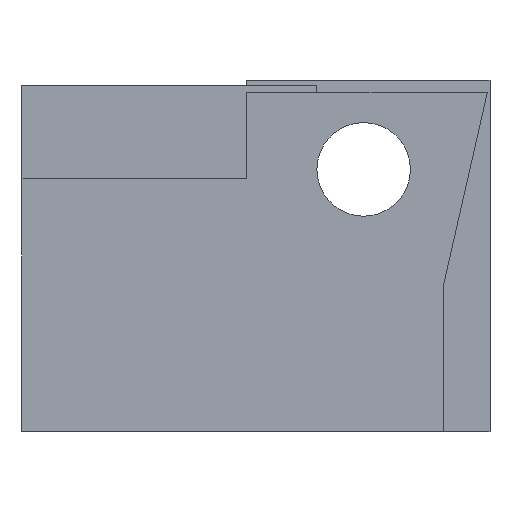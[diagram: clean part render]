
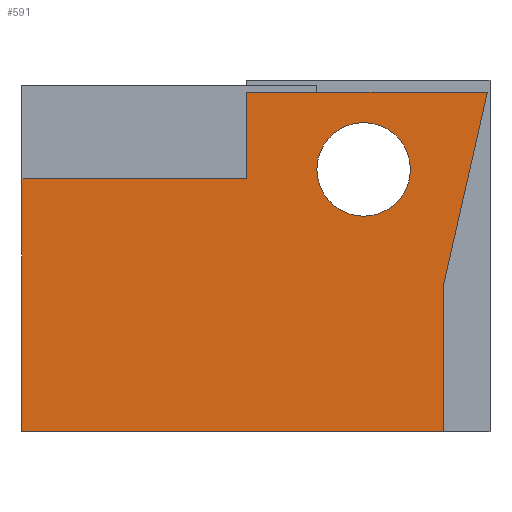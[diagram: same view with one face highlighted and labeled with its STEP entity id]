
A CAD part, front view. The second image highlights one B-rep face of the part: STEP entity #591.
In plain terms, the highlighted planar face has unit normal (0, -1, 0).
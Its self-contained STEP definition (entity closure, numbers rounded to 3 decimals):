
#138 = VERTEX_POINT('',#139);
#139 = CARTESIAN_POINT('',(18.,1.87,0.4));
#145 = EDGE_CURVE('',#138,#146,#148,.T.);
#146 = VERTEX_POINT('',#147);
#147 = CARTESIAN_POINT('',(18.,1.87,3.5));
#148 = LINE('',#149,#150);
#149 = CARTESIAN_POINT('',(18.,1.87,5.8));
#150 = VECTOR('',#151,1.);
#151 = DIRECTION('',(0.,0.,1.));
#396 = EDGE_CURVE('',#138,#397,#399,.T.);
#397 = VERTEX_POINT('',#398);
#398 = CARTESIAN_POINT('',(9.,1.87,0.4));
#399 = LINE('',#400,#401);
#400 = CARTESIAN_POINT('',(18.,1.87,0.4));
#401 = VECTOR('',#402,1.);
#402 = DIRECTION('',(-1.,-0.,-0.));
#591 = ADVANCED_FACE('',(#592,#634),#645,.T.);
#592 = FACE_BOUND('',#593,.F.);
#593 = EDGE_LOOP('',(#594,#595,#596,#604,#612,#620,#628));
#594 = ORIENTED_EDGE('',*,*,#145,.F.);
#595 = ORIENTED_EDGE('',*,*,#396,.T.);
#596 = ORIENTED_EDGE('',*,*,#597,.T.);
#597 = EDGE_CURVE('',#397,#598,#600,.T.);
#598 = VERTEX_POINT('',#599);
#599 = CARTESIAN_POINT('',(9.,1.87,5.8));
#600 = LINE('',#601,#602);
#601 = CARTESIAN_POINT('',(9.,1.87,0.));
#602 = VECTOR('',#603,1.);
#603 = DIRECTION('',(0.,0.,1.));
#604 = ORIENTED_EDGE('',*,*,#605,.F.);
#605 = EDGE_CURVE('',#606,#598,#608,.T.);
#606 = VERTEX_POINT('',#607);
#607 = CARTESIAN_POINT('',(13.8,1.87,5.8));
#608 = LINE('',#609,#610);
#609 = CARTESIAN_POINT('',(18.,1.87,5.8));
#610 = VECTOR('',#611,1.);
#611 = DIRECTION('',(-1.,-0.,-0.));
#612 = ORIENTED_EDGE('',*,*,#613,.T.);
#613 = EDGE_CURVE('',#606,#614,#616,.T.);
#614 = VERTEX_POINT('',#615);
#615 = CARTESIAN_POINT('',(13.8,1.87,7.65));
#616 = LINE('',#617,#618);
#617 = CARTESIAN_POINT('',(13.8,1.87,5.8));
#618 = VECTOR('',#619,1.);
#619 = DIRECTION('',(0.,0.,1.));
#620 = ORIENTED_EDGE('',*,*,#621,.F.);
#621 = EDGE_CURVE('',#622,#614,#624,.T.);
#622 = VERTEX_POINT('',#623);
#623 = CARTESIAN_POINT('',(18.943,1.87,7.65));
#624 = LINE('',#625,#626);
#625 = CARTESIAN_POINT('',(14.,1.87,7.65));
#626 = VECTOR('',#627,1.);
#627 = DIRECTION('',(-1.,-0.,-0.));
#628 = ORIENTED_EDGE('',*,*,#629,.F.);
#629 = EDGE_CURVE('',#146,#622,#630,.T.);
#630 = LINE('',#631,#632);
#631 = CARTESIAN_POINT('',(18.,1.87,3.5));
#632 = VECTOR('',#633,1.);
#633 = DIRECTION('',(0.222,0.,0.975));
#634 = FACE_BOUND('',#635,.F.);
#635 = EDGE_LOOP('',(#636));
#636 = ORIENTED_EDGE('',*,*,#637,.F.);
#637 = EDGE_CURVE('',#638,#638,#640,.T.);
#638 = VERTEX_POINT('',#639);
#639 = CARTESIAN_POINT('',(15.3,1.87,6.));
#640 = CIRCLE('',#641,1.);
#641 = AXIS2_PLACEMENT_3D('',#642,#643,#644);
#642 = CARTESIAN_POINT('',(16.3,1.87,6.));
#643 = DIRECTION('',(0.,1.,0.));
#644 = DIRECTION('',(-1.,0.,0.));
#645 = PLANE('',#646);
#646 = AXIS2_PLACEMENT_3D('',#647,#648,#649);
#647 = CARTESIAN_POINT('',(14.196,1.87,3.804));
#648 = DIRECTION('',(0.,-1.,0.));
#649 = DIRECTION('',(0.,0.,1.));
